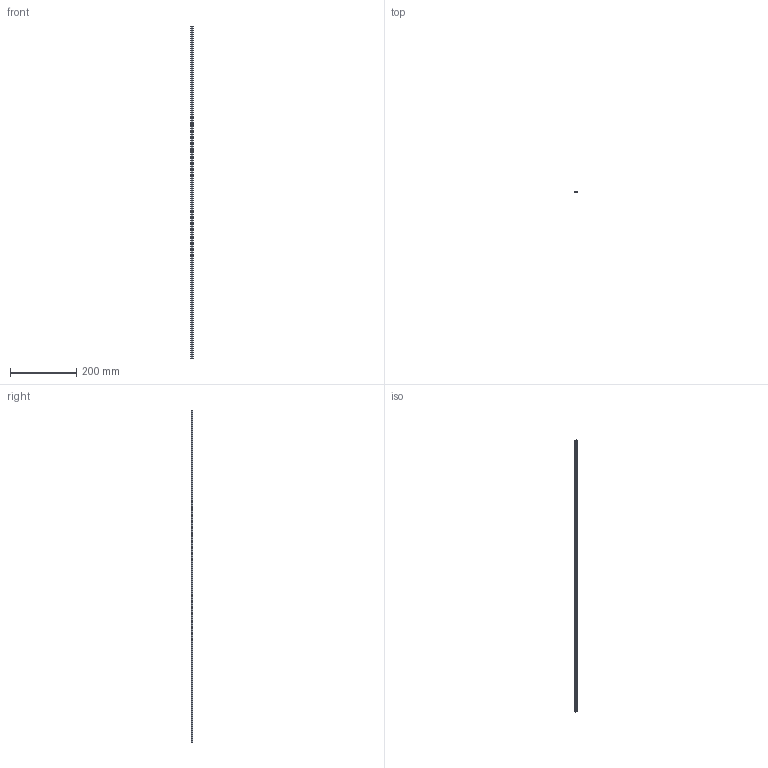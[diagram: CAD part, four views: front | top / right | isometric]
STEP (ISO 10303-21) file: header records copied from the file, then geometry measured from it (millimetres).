
FILE_DESCRIPTION (( 'STEP AP214' ), '1' );
FILE_NAME ('Z18 Çàãëóøêà äëÿ ïàçà 6 ìì, (îðàíæåâàÿ).STEP', '2019-04-26T10:46:45', ( 'Ïîëüçîâàòåëü Windows' ), ( '' ), 'SwSTEP 2.0', 'SolidWorks 2018', '' );
FILE_SCHEMA (( 'AUTOMOTIVE_DESIGN' ));
Length unit declared in the file: millimetre
Products named in the file (1): Z18 Çàãëóøêà äëÿ ïàçà 6 ìì, (îðàíæåâàÿ)
Bounding box: 7 x 4.2 x 1000 mm (x, y, z)
Volume: 8163.3 mm3; surface area: 28566.7 mm2
Topology: 1 solids, 1 shells, 26 faces, 72 edges, 48 vertices
Faces by surface type: plane 16, cylinder 8, bspline 2
Entity records: 986 total; most frequent: CARTESIAN_POINT 291, ORIENTED_EDGE 144, DIRECTION 130, EDGE_CURVE 72, LINE 48, VECTOR 48, VERTEX_POINT 48, AXIS2_PLACEMENT_3D 41
